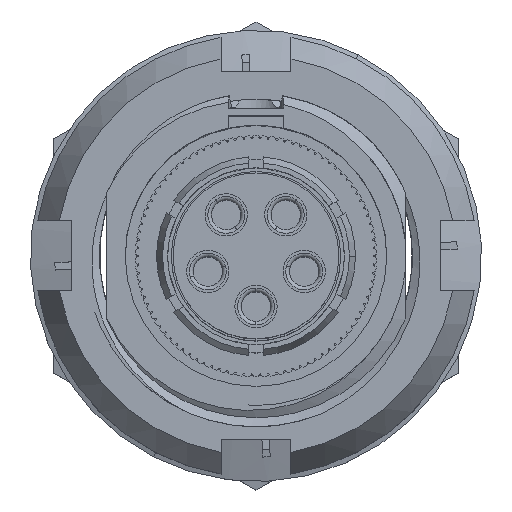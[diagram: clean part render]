
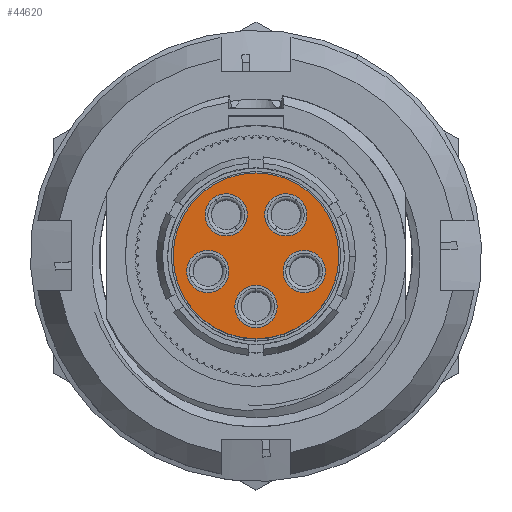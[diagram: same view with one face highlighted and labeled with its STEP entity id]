
A CAD part, top view. The second image highlights one B-rep face of the part: STEP entity #44620.
In plain terms, the highlighted face is planar.
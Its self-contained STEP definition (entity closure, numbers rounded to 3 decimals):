
#181 = VERTEX_POINT ( 'NONE', #30786 ) ;
#496 = CARTESIAN_POINT ( 'NONE',  ( 0., 13.5, -2.25 ) ) ;
#885 = EDGE_CURVE ( 'NONE', #17982, #76169, #57199, .T. ) ;
#2977 = DIRECTION ( 'NONE',  ( 0., 0., 1. ) ) ;
#3125 = CARTESIAN_POINT ( 'NONE',  ( 0.808, 13.5, 1.112 ) ) ;
#7294 = ORIENTED_EDGE ( 'NONE', *, *, #31747, .F. ) ;
#7891 = DIRECTION ( 'NONE',  ( 0., 1., 0. ) ) ;
#8264 = AXIS2_PLACEMENT_3D ( 'NONE', #88782, #13149, #61422 ) ;
#8744 = VERTEX_POINT ( 'NONE', #59922 ) ;
#9016 = EDGE_CURVE ( 'NONE', #181, #85904, #29082, .T. ) ;
#9235 = CIRCLE ( 'NONE', #69428, 0.575 ) ;
#9514 = DIRECTION ( 'NONE',  ( -0.588, 0., -0.809 ) ) ;
#9869 = VERTEX_POINT ( 'NONE', #25494 ) ;
#10600 = ORIENTED_EDGE ( 'NONE', *, *, #9016, .F. ) ;
#10669 = DIRECTION ( 'NONE',  ( 0., 0., 1. ) ) ;
#13100 = CARTESIAN_POINT ( 'NONE',  ( 0., 13.5, 0. ) ) ;
#13149 = DIRECTION ( 'NONE',  ( 0., 1., 0. ) ) ;
#14897 = PLANE ( 'NONE',  #74231 ) ;
#14920 = CARTESIAN_POINT ( 'NONE',  ( 1.855, 13.5, -0.603 ) ) ;
#15831 = AXIS2_PLACEMENT_3D ( 'NONE', #62827, #49187, #89891 ) ;
#15855 = EDGE_LOOP ( 'NONE', ( #31760, #62967 ) ) ;
#16298 = CIRCLE ( 'NONE', #33941, 0.575 ) ;
#17342 = CARTESIAN_POINT ( 'NONE',  ( 0., 13.5, -1.375 ) ) ;
#17629 = CARTESIAN_POINT ( 'NONE',  ( -1.308, 13.5, -0.425 ) ) ;
#17982 = VERTEX_POINT ( 'NONE', #56499 ) ;
#18018 = VERTEX_POINT ( 'NONE', #14920 ) ;
#20583 = DIRECTION ( 'NONE',  ( 0., 0., -1. ) ) ;
#22070 = EDGE_CURVE ( 'NONE', #55651, #9869, #55509, .T. ) ;
#22298 = EDGE_LOOP ( 'NONE', ( #59856, #10600 ) ) ;
#22358 = ORIENTED_EDGE ( 'NONE', *, *, #75783, .F. ) ;
#22609 = DIRECTION ( 'NONE',  ( -0.951, 0., 0.309 ) ) ;
#23216 = CARTESIAN_POINT ( 'NONE',  ( 1.308, 13.5, -0.425 ) ) ;
#23396 = EDGE_CURVE ( 'NONE', #53856, #8744, #63073, .T. ) ;
#23957 = DIRECTION ( 'NONE',  ( 0.588, 0., -0.809 ) ) ;
#24964 = EDGE_CURVE ( 'NONE', #18018, #82569, #16298, .T. ) ;
#25494 = CARTESIAN_POINT ( 'NONE',  ( 1.146, 13.5, 1.578 ) ) ;
#28855 = FACE_OUTER_BOUND ( 'NONE', #53098, .T. ) ;
#29082 = CIRCLE ( 'NONE', #42205, 0.575 ) ;
#29677 = CARTESIAN_POINT ( 'NONE',  ( -0.47, 13.5, 0.647 ) ) ;
#29764 = CIRCLE ( 'NONE', #47676, 2.25 ) ;
#30786 = CARTESIAN_POINT ( 'NONE',  ( -1.855, 13.5, -0.603 ) ) ;
#30993 = CARTESIAN_POINT ( 'NONE',  ( 0., 13.5, -0.8 ) ) ;
#31747 = EDGE_CURVE ( 'NONE', #76169, #17982, #59237, .T. ) ;
#31760 = ORIENTED_EDGE ( 'NONE', *, *, #23396, .F. ) ;
#32120 = FACE_BOUND ( 'NONE', #15855, .T. ) ;
#33372 = CARTESIAN_POINT ( 'NONE',  ( 0.47, 13.5, 0.647 ) ) ;
#33379 = EDGE_CURVE ( 'NONE', #66602, #86187, #29764, .T. ) ;
#33939 = CARTESIAN_POINT ( 'NONE',  ( -0.761, 13.5, -0.247 ) ) ;
#33941 = AXIS2_PLACEMENT_3D ( 'NONE', #23216, #58145, #22609 ) ;
#34045 = DIRECTION ( 'NONE',  ( 0., -1., 0. ) ) ;
#34196 = ORIENTED_EDGE ( 'NONE', *, *, #33379, .F. ) ;
#35418 = FACE_BOUND ( 'NONE', #49550, .T. ) ;
#40431 = DIRECTION ( 'NONE',  ( 0., 0., -1. ) ) ;
#40435 = ORIENTED_EDGE ( 'NONE', *, *, #885, .F. ) ;
#42205 = AXIS2_PLACEMENT_3D ( 'NONE', #84180, #49567, #77466 ) ;
#42291 = CARTESIAN_POINT ( 'NONE',  ( 1.308, 13.5, -0.425 ) ) ;
#42538 = DIRECTION ( 'NONE',  ( 0., 0., 1. ) ) ;
#42612 = AXIS2_PLACEMENT_3D ( 'NONE', #59483, #46157, #23957 ) ;
#43132 = CARTESIAN_POINT ( 'NONE',  ( 0., 13.5, 0. ) ) ;
#44620 = ADVANCED_FACE ( 'NONE', ( #85361, #32120, #49555, #84330, #35418, #28855 ), #14897, .T. ) ;
#46157 = DIRECTION ( 'NONE',  ( 0., 1., 0. ) ) ;
#47643 = CARTESIAN_POINT ( 'NONE',  ( 0., 13.5, 0. ) ) ;
#47676 = AXIS2_PLACEMENT_3D ( 'NONE', #13100, #34045, #40431 ) ;
#48222 = AXIS2_PLACEMENT_3D ( 'NONE', #17342, #65934, #10669 ) ;
#49169 = ORIENTED_EDGE ( 'NONE', *, *, #24964, .F. ) ;
#49187 = DIRECTION ( 'NONE',  ( 0., 1., 0. ) ) ;
#49550 = EDGE_LOOP ( 'NONE', ( #7294, #40435 ) ) ;
#49555 = FACE_BOUND ( 'NONE', #55545, .T. ) ;
#49567 = DIRECTION ( 'NONE',  ( 0., 1., 0. ) ) ;
#52243 = DIRECTION ( 'NONE',  ( 0., 1., 0. ) ) ;
#52616 = CARTESIAN_POINT ( 'NONE',  ( 0.761, 13.5, -0.247 ) ) ;
#52855 = ORIENTED_EDGE ( 'NONE', *, *, #78193, .F. ) ;
#53098 = EDGE_LOOP ( 'NONE', ( #52855, #34196 ) ) ;
#53136 = DIRECTION ( 'NONE',  ( 0.951, 0., 0.309 ) ) ;
#53856 = VERTEX_POINT ( 'NONE', #29677 ) ;
#55509 = CIRCLE ( 'NONE', #8264, 0.575 ) ;
#55545 = EDGE_LOOP ( 'NONE', ( #89393, #76179 ) ) ;
#55651 = VERTEX_POINT ( 'NONE', #33372 ) ;
#56499 = CARTESIAN_POINT ( 'NONE',  ( 0., 13.5, -1.95 ) ) ;
#57199 = CIRCLE ( 'NONE', #83031, 0.575 ) ;
#57331 = CARTESIAN_POINT ( 'NONE',  ( 0., 13.5, -1.375 ) ) ;
#58145 = DIRECTION ( 'NONE',  ( 0., 1., 0. ) ) ;
#58664 = EDGE_CURVE ( 'NONE', #9869, #55651, #68771, .T. ) ;
#59237 = CIRCLE ( 'NONE', #48222, 0.575 ) ;
#59483 = CARTESIAN_POINT ( 'NONE',  ( -0.808, 13.5, 1.112 ) ) ;
#59856 = ORIENTED_EDGE ( 'NONE', *, *, #72332, .F. ) ;
#59922 = CARTESIAN_POINT ( 'NONE',  ( -1.146, 13.5, 1.578 ) ) ;
#60074 = CARTESIAN_POINT ( 'NONE',  ( 0., 13.5, 2.25 ) ) ;
#61422 = DIRECTION ( 'NONE',  ( -0.588, 0., -0.809 ) ) ;
#62169 = DIRECTION ( 'NONE',  ( 0., -1., 0. ) ) ;
#62281 = CIRCLE ( 'NONE', #72881, 2.25 ) ;
#62637 = CIRCLE ( 'NONE', #83952, 0.575 ) ;
#62827 = CARTESIAN_POINT ( 'NONE',  ( -0.808, 13.5, 1.112 ) ) ;
#62967 = ORIENTED_EDGE ( 'NONE', *, *, #72729, .F. ) ;
#63073 = CIRCLE ( 'NONE', #42612, 0.575 ) ;
#64355 = AXIS2_PLACEMENT_3D ( 'NONE', #3125, #65701, #9514 ) ;
#65701 = DIRECTION ( 'NONE',  ( 0., 1., 0. ) ) ;
#65934 = DIRECTION ( 'NONE',  ( 0., 1., 0. ) ) ;
#66221 = EDGE_LOOP ( 'NONE', ( #22358, #49169 ) ) ;
#66602 = VERTEX_POINT ( 'NONE', #60074 ) ;
#68771 = CIRCLE ( 'NONE', #64355, 0.575 ) ;
#69428 = AXIS2_PLACEMENT_3D ( 'NONE', #42291, #84789, #76898 ) ;
#72332 = EDGE_CURVE ( 'NONE', #85904, #181, #62637, .T. ) ;
#72729 = EDGE_CURVE ( 'NONE', #8744, #53856, #86562, .T. ) ;
#72881 = AXIS2_PLACEMENT_3D ( 'NONE', #47643, #62169, #20583 ) ;
#74231 = AXIS2_PLACEMENT_3D ( 'NONE', #43132, #7891, #42538 ) ;
#75783 = EDGE_CURVE ( 'NONE', #82569, #18018, #9235, .T. ) ;
#76169 = VERTEX_POINT ( 'NONE', #30993 ) ;
#76179 = ORIENTED_EDGE ( 'NONE', *, *, #58664, .F. ) ;
#76898 = DIRECTION ( 'NONE',  ( -0.951, 0., 0.309 ) ) ;
#77466 = DIRECTION ( 'NONE',  ( 0.951, 0., 0.309 ) ) ;
#78193 = EDGE_CURVE ( 'NONE', #86187, #66602, #62281, .T. ) ;
#78908 = DIRECTION ( 'NONE',  ( 0., 1., 0. ) ) ;
#82569 = VERTEX_POINT ( 'NONE', #52616 ) ;
#83031 = AXIS2_PLACEMENT_3D ( 'NONE', #57331, #78908, #2977 ) ;
#83952 = AXIS2_PLACEMENT_3D ( 'NONE', #17629, #52243, #53136 ) ;
#84180 = CARTESIAN_POINT ( 'NONE',  ( -1.308, 13.5, -0.425 ) ) ;
#84330 = FACE_BOUND ( 'NONE', #66221, .T. ) ;
#84789 = DIRECTION ( 'NONE',  ( 0., 1., 0. ) ) ;
#85361 = FACE_BOUND ( 'NONE', #22298, .T. ) ;
#85904 = VERTEX_POINT ( 'NONE', #33939 ) ;
#86187 = VERTEX_POINT ( 'NONE', #496 ) ;
#86562 = CIRCLE ( 'NONE', #15831, 0.575 ) ;
#88782 = CARTESIAN_POINT ( 'NONE',  ( 0.808, 13.5, 1.112 ) ) ;
#89393 = ORIENTED_EDGE ( 'NONE', *, *, #22070, .F. ) ;
#89891 = DIRECTION ( 'NONE',  ( 0.588, 0., -0.809 ) ) ;
